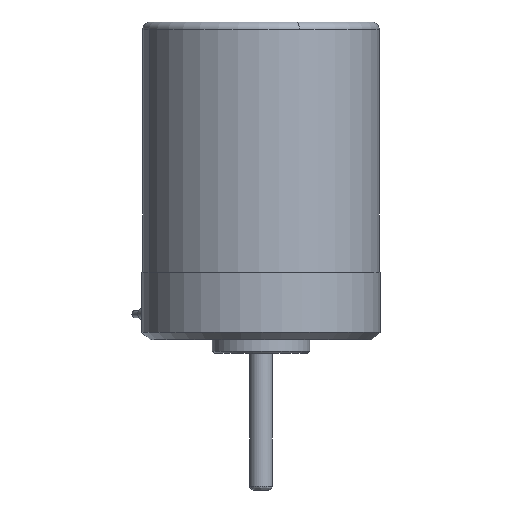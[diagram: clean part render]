
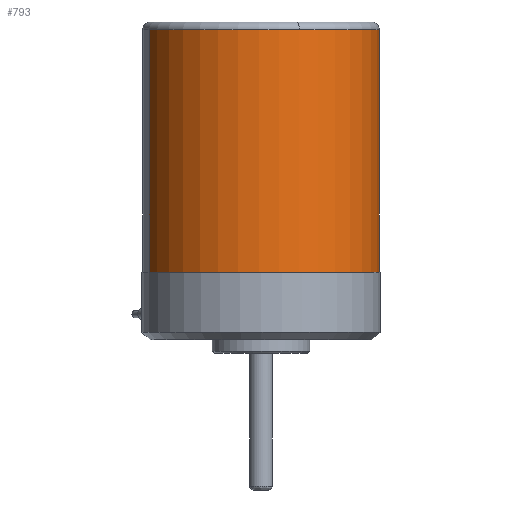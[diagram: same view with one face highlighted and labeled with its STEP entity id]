
A CAD part, front view. The second image highlights one B-rep face of the part: STEP entity #793.
In plain terms, the highlighted cylindrical face has radius 15.75 mm (diameter 31.5 mm), a partial arc.
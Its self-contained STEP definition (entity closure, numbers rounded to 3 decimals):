
#3 = DIRECTION ( 'NONE',  ( 0., 0., 1. ) ) ;
#96 = FACE_OUTER_BOUND ( 'NONE', #3544, .T. ) ;
#233 = DIRECTION ( 'NONE',  ( 0., 0., 1. ) ) ;
#334 = CARTESIAN_POINT ( 'NONE',  ( 5.108, -14.899, 43.3 ) ) ;
#335 = CYLINDRICAL_SURFACE ( 'NONE', #5330, 15.75 ) ;
#453 = ORIENTED_EDGE ( 'NONE', *, *, #1727, .T. ) ;
#793 = ADVANCED_FACE ( 'NONE', ( #96 ), #335, .T. ) ;
#890 = VERTEX_POINT ( 'NONE', #5020 ) ;
#1285 = ORIENTED_EDGE ( 'NONE', *, *, #5467, .T. ) ;
#1325 = AXIS2_PLACEMENT_3D ( 'NONE', #3179, #1613, #2248 ) ;
#1343 = EDGE_CURVE ( 'NONE', #5993, #890, #5256, .T. ) ;
#1349 = AXIS2_PLACEMENT_3D ( 'NONE', #1552, #3, #6392 ) ;
#1365 = AXIS2_PLACEMENT_3D ( 'NONE', #5580, #2367, #2991 ) ;
#1552 = CARTESIAN_POINT ( 'NONE',  ( 0., 0., 11. ) ) ;
#1613 = DIRECTION ( 'NONE',  ( 0., 0., -1. ) ) ;
#1727 = EDGE_CURVE ( 'NONE', #1763, #890, #6776, .T. ) ;
#1763 = VERTEX_POINT ( 'NONE', #334 ) ;
#1932 = ORIENTED_EDGE ( 'NONE', *, *, #4791, .T. ) ;
#1985 = DIRECTION ( 'NONE',  ( 0.946, 0.324, 0. ) ) ;
#2248 = DIRECTION ( 'NONE',  ( 0.946, 0.324, 0. ) ) ;
#2347 = VERTEX_POINT ( 'NONE', #2358 ) ;
#2358 = CARTESIAN_POINT ( 'NONE',  ( 14.899, 5.108, 43.3 ) ) ;
#2367 = DIRECTION ( 'NONE',  ( 0., 0., -1. ) ) ;
#2608 = CARTESIAN_POINT ( 'NONE',  ( -14.899, -5.108, 11. ) ) ;
#2617 = DIRECTION ( 'NONE',  ( 0., 0., 1. ) ) ;
#2684 = CIRCLE ( 'NONE', #1349, 15.75 ) ;
#2874 = EDGE_CURVE ( 'NONE', #6349, #2347, #6314, .T. ) ;
#2991 = DIRECTION ( 'NONE',  ( 0.946, 0.324, 0. ) ) ;
#3179 = CARTESIAN_POINT ( 'NONE',  ( 0., 0., 43.3 ) ) ;
#3289 = ORIENTED_EDGE ( 'NONE', *, *, #2874, .T. ) ;
#3544 = EDGE_LOOP ( 'NONE', ( #4760, #1285, #3289, #1932, #453 ) ) ;
#4106 = VECTOR ( 'NONE', #4212, 1000. ) ;
#4212 = DIRECTION ( 'NONE',  ( 0., 0., 1. ) ) ;
#4377 = CIRCLE ( 'NONE', #1365, 15.75 ) ;
#4746 = VECTOR ( 'NONE', #2617, 1000. ) ;
#4760 = ORIENTED_EDGE ( 'NONE', *, *, #1343, .F. ) ;
#4791 = EDGE_CURVE ( 'NONE', #2347, #1763, #4377, .T. ) ;
#5020 = CARTESIAN_POINT ( 'NONE',  ( -14.899, -5.108, 43.3 ) ) ;
#5230 = CARTESIAN_POINT ( 'NONE',  ( 14.899, 5.108, 11. ) ) ;
#5256 = LINE ( 'NONE', #2608, #4106 ) ;
#5330 = AXIS2_PLACEMENT_3D ( 'NONE', #5541, #233, #1985 ) ;
#5346 = CARTESIAN_POINT ( 'NONE',  ( -14.899, -5.108, 11. ) ) ;
#5467 = EDGE_CURVE ( 'NONE', #5993, #6349, #2684, .T. ) ;
#5541 = CARTESIAN_POINT ( 'NONE',  ( 0., 0., 11. ) ) ;
#5580 = CARTESIAN_POINT ( 'NONE',  ( 0., 0., 43.3 ) ) ;
#5789 = CARTESIAN_POINT ( 'NONE',  ( 14.899, 5.108, 11. ) ) ;
#5993 = VERTEX_POINT ( 'NONE', #5346 ) ;
#6314 = LINE ( 'NONE', #5789, #4746 ) ;
#6349 = VERTEX_POINT ( 'NONE', #5230 ) ;
#6392 = DIRECTION ( 'NONE',  ( 0.946, 0.324, 0. ) ) ;
#6776 = CIRCLE ( 'NONE', #1325, 15.75 ) ;
